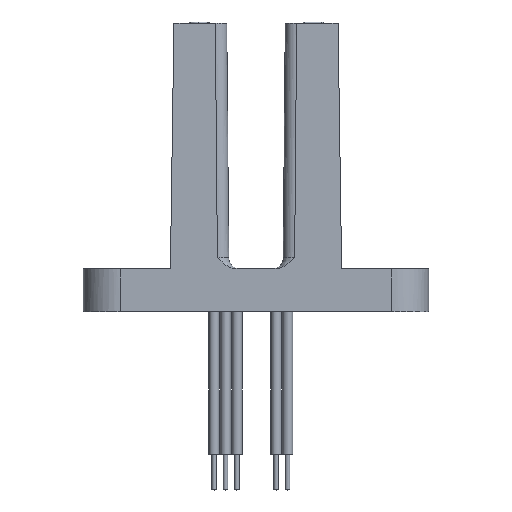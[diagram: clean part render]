
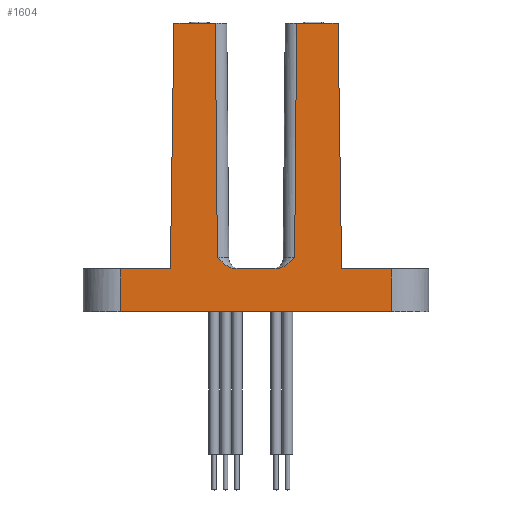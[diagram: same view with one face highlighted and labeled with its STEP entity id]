
A CAD part, top view. The second image highlights one B-rep face of the part: STEP entity #1604.
In plain terms, the highlighted planar face has unit normal (0, 0.009, 1).
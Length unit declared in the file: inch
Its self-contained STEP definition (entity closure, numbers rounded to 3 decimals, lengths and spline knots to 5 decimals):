
#9 = CARTESIAN_POINT ( 'NONE',  ( -0.1425, 1.01, 0.12119 ) ) ;
#17 = CARTESIAN_POINT ( 'NONE',  ( -0.2875, 1.01, 0.12119 ) ) ;
#48 = DIRECTION ( 'NONE',  ( -1., 0., 0. ) ) ;
#57 = ORIENTED_EDGE ( 'NONE', *, *, #3896, .T. ) ;
#69 = VERTEX_POINT ( 'NONE', #5230 ) ;
#94 = CARTESIAN_POINT ( 'NONE',  ( 0.09283, 0.15586, 0.12864 ) ) ;
#218 = B_SPLINE_CURVE_WITH_KNOTS ( 'NONE', 3,
 ( #4555, #3777, #2128, #901, #2525, #3749, #94, #1730, #1763, #5129 ),
 .UNSPECIFIED., .F., .F.,
 ( 4, 2, 2, 2, 4 ),
 ( -0.00001, 0.00051, 0.00103, 0.00155, 0.00207 ),
 .UNSPECIFIED. ) ;
#301 = CARTESIAN_POINT ( 'NONE',  ( -0.06627, 0.15, 0.12869 ) ) ;
#336 = EDGE_CURVE ( 'NONE', #684, #4029, #1987, .T. ) ;
#361 = VECTOR ( 'NONE', #2740, 39.37008 ) ;
#447 = LINE ( 'NONE', #1111, #361 ) ;
#494 = ORIENTED_EDGE ( 'NONE', *, *, #1986, .T. ) ;
#651 = CARTESIAN_POINT ( 'NONE',  ( -0.06627, 0.15, 0.12869 ) ) ;
#673 = CARTESIAN_POINT ( 'NONE',  ( -0.11587, 0.17027, 0.12851 ) ) ;
#684 = VERTEX_POINT ( 'NONE', #3654 ) ;
#701 = EDGE_CURVE ( 'NONE', #4938, #3722, #5001, .T. ) ;
#754 = LINE ( 'NONE', #1210, #4839 ) ;
#831 = VERTEX_POINT ( 'NONE', #9 ) ;
#871 = DIRECTION ( 'NONE',  ( -0.009, 1., -0.009 ) ) ;
#901 = CARTESIAN_POINT ( 'NONE',  ( 0.11553, 0.17086, 0.12851 ) ) ;
#904 = LINE ( 'NONE', #1384, #3624 ) ;
#1003 = CARTESIAN_POINT ( 'NONE',  ( -0.095, 0.15, 0.12869 ) ) ;
#1044 = CARTESIAN_POINT ( 'NONE',  ( 0.1425, 1.01, 0.12119 ) ) ;
#1046 = B_SPLINE_CURVE_WITH_KNOTS ( 'NONE', 3,
 ( #651, #4740, #1072, #2702, #4336, #673, #2303, #3929 ),
 .UNSPECIFIED., .F., .F.,
 ( 4, 2, 2, 4 ),
 ( 0., 0.00052, 0.00104, 0.00207 ),
 .UNSPECIFIED. ) ;
#1048 = EDGE_CURVE ( 'NONE', #2924, #4938, #4750, .T. ) ;
#1050 = VECTOR ( 'NONE', #2608, 39.37008 ) ;
#1072 = CARTESIAN_POINT ( 'NONE',  ( -0.07984, 0.1513, 0.12868 ) ) ;
#1077 = ORIENTED_EDGE ( 'NONE', *, *, #3663, .T. ) ;
#1111 = CARTESIAN_POINT ( 'NONE',  ( 0.28747, 1.01219, 0.12117 ) ) ;
#1155 = EDGE_CURVE ( 'NONE', #2109, #3394, #2501, .T. ) ;
#1210 = CARTESIAN_POINT ( 'NONE',  ( -0.475, 0., 0.13 ) ) ;
#1384 = CARTESIAN_POINT ( 'NONE',  ( -0.1425, 1.00965, 0.12119 ) ) ;
#1430 = CARTESIAN_POINT ( 'NONE',  ( 0.605, 0., 0.13 ) ) ;
#1461 = ORIENTED_EDGE ( 'NONE', *, *, #701, .T. ) ;
#1552 = CARTESIAN_POINT ( 'NONE',  ( -0.29997, 0.15226, 0.12867 ) ) ;
#1604 = ADVANCED_FACE ( 'NONE', ( #4992 ), #3054, .T. ) ;
#1730 = CARTESIAN_POINT ( 'NONE',  ( 0.07984, 0.1513, 0.12868 ) ) ;
#1763 = CARTESIAN_POINT ( 'NONE',  ( 0.07317, 0.15, 0.12869 ) ) ;
#1852 = VECTOR ( 'NONE', #3723, 39.37008 ) ;
#1873 = CARTESIAN_POINT ( 'NONE',  ( 0.475, 0.15, 0.12869 ) ) ;
#1986 = EDGE_CURVE ( 'NONE', #3722, #2109, #447, .T. ) ;
#1987 = LINE ( 'NONE', #1552, #2242 ) ;
#2022 = CARTESIAN_POINT ( 'NONE',  ( -0.13534, 0.18965, 0.12834 ) ) ;
#2085 = ORIENTED_EDGE ( 'NONE', *, *, #3950, .T. ) ;
#2109 = VERTEX_POINT ( 'NONE', #2555 ) ;
#2128 = CARTESIAN_POINT ( 'NONE',  ( 0.12567, 0.18, 0.12843 ) ) ;
#2183 = DIRECTION ( 'NONE',  ( -1., 0., 0. ) ) ;
#2242 = VECTOR ( 'NONE', #2694, 39.37008 ) ;
#2259 = LINE ( 'NONE', #1003, #4401 ) ;
#2303 = CARTESIAN_POINT ( 'NONE',  ( -0.12573, 0.18004, 0.12843 ) ) ;
#2367 = CARTESIAN_POINT ( 'NONE',  ( 0.13534, 0.18965, 0.12834 ) ) ;
#2387 = ORIENTED_EDGE ( 'NONE', *, *, #5092, .T. ) ;
#2391 = CARTESIAN_POINT ( 'NONE',  ( 0.605, 0., 0.13 ) ) ;
#2419 = CARTESIAN_POINT ( 'NONE',  ( 0.475, 0.15, 0.12869 ) ) ;
#2471 = EDGE_LOOP ( 'NONE', ( #2575, #2868, #4901, #2387, #4403, #2085, #2728, #57, #1077, #4824, #3440, #1461, #494, #2524 ) ) ;
#2501 = LINE ( 'NONE', #2897, #1050 ) ;
#2524 = ORIENTED_EDGE ( 'NONE', *, *, #1155, .T. ) ;
#2525 = CARTESIAN_POINT ( 'NONE',  ( 0.11019, 0.16652, 0.12855 ) ) ;
#2555 = CARTESIAN_POINT ( 'NONE',  ( 0.2875, 1.01, 0.12119 ) ) ;
#2575 = ORIENTED_EDGE ( 'NONE', *, *, #3797, .T. ) ;
#2608 = DIRECTION ( 'NONE',  ( -1., 0., 0. ) ) ;
#2675 = CARTESIAN_POINT ( 'NONE',  ( 0.06627, 0.15, 0.12869 ) ) ;
#2694 = DIRECTION ( 'NONE',  ( -0.015, -1., 0.009 ) ) ;
#2702 = CARTESIAN_POINT ( 'NONE',  ( -0.09283, 0.15586, 0.12864 ) ) ;
#2728 = ORIENTED_EDGE ( 'NONE', *, *, #336, .T. ) ;
#2740 = DIRECTION ( 'NONE',  ( -0.015, 1., -0.009 ) ) ;
#2790 = VERTEX_POINT ( 'NONE', #3782 ) ;
#2825 = EDGE_CURVE ( 'NONE', #3670, #831, #904, .T. ) ;
#2868 = ORIENTED_EDGE ( 'NONE', *, *, #4728, .T. ) ;
#2897 = CARTESIAN_POINT ( 'NONE',  ( 0.1025, 1.01, 0.12119 ) ) ;
#2924 = VERTEX_POINT ( 'NONE', #3112 ) ;
#2956 = VECTOR ( 'NONE', #4908, 39.37008 ) ;
#2981 = CARTESIAN_POINT ( 'NONE',  ( 0.3, 0.15, 0.12869 ) ) ;
#3054 = PLANE ( 'NONE',  #5130 ) ;
#3112 = CARTESIAN_POINT ( 'NONE',  ( 0.475, 0., 0.13 ) ) ;
#3267 = DIRECTION ( 'NONE',  ( 0., -1., 0.009 ) ) ;
#3351 = VERTEX_POINT ( 'NONE', #2675 ) ;
#3356 = CARTESIAN_POINT ( 'NONE',  ( -0.605, 0.15, 0.12869 ) ) ;
#3394 = VERTEX_POINT ( 'NONE', #1044 ) ;
#3440 = ORIENTED_EDGE ( 'NONE', *, *, #1048, .T. ) ;
#3593 = LINE ( 'NONE', #2391, #4803 ) ;
#3621 = LINE ( 'NONE', #5273, #2956 ) ;
#3624 = VECTOR ( 'NONE', #871, 39.37008 ) ;
#3654 = CARTESIAN_POINT ( 'NONE',  ( -0.2875, 1.01, 0.12119 ) ) ;
#3663 = EDGE_CURVE ( 'NONE', #69, #2790, #754, .T. ) ;
#3670 = VERTEX_POINT ( 'NONE', #2022 ) ;
#3722 = VERTEX_POINT ( 'NONE', #4073 ) ;
#3723 = DIRECTION ( 'NONE',  ( -1., 0., 0. ) ) ;
#3749 = CARTESIAN_POINT ( 'NONE',  ( 0.09883, 0.15903, 0.12861 ) ) ;
#3777 = CARTESIAN_POINT ( 'NONE',  ( 0.13052, 0.18483, 0.12839 ) ) ;
#3778 = DIRECTION ( 'NONE',  ( -1., 0., 0. ) ) ;
#3782 = CARTESIAN_POINT ( 'NONE',  ( -0.475, 0., 0.13 ) ) ;
#3797 = EDGE_CURVE ( 'NONE', #3394, #4374, #3621, .T. ) ;
#3896 = EDGE_CURVE ( 'NONE', #4029, #69, #4604, .T. ) ;
#3929 = CARTESIAN_POINT ( 'NONE',  ( -0.13534, 0.18965, 0.12834 ) ) ;
#3950 = EDGE_CURVE ( 'NONE', #831, #684, #4102, .T. ) ;
#3991 = EDGE_CURVE ( 'NONE', #3351, #5137, #2259, .T. ) ;
#4029 = VERTEX_POINT ( 'NONE', #4236 ) ;
#4073 = CARTESIAN_POINT ( 'NONE',  ( 0.3, 0.15, 0.12869 ) ) ;
#4102 = LINE ( 'NONE', #17, #1852 ) ;
#4142 = VECTOR ( 'NONE', #48, 39.37008 ) ;
#4236 = CARTESIAN_POINT ( 'NONE',  ( -0.3, 0.15, 0.12869 ) ) ;
#4336 = CARTESIAN_POINT ( 'NONE',  ( -0.09883, 0.15903, 0.12861 ) ) ;
#4374 = VERTEX_POINT ( 'NONE', #2367 ) ;
#4401 = VECTOR ( 'NONE', #2183, 39.37008 ) ;
#4403 = ORIENTED_EDGE ( 'NONE', *, *, #2825, .T. ) ;
#4555 = CARTESIAN_POINT ( 'NONE',  ( 0.13534, 0.18965, 0.12834 ) ) ;
#4579 = EDGE_CURVE ( 'NONE', #2790, #2924, #3593, .T. ) ;
#4604 = LINE ( 'NONE', #3356, #4142 ) ;
#4728 = EDGE_CURVE ( 'NONE', #4374, #3351, #218, .T. ) ;
#4740 = CARTESIAN_POINT ( 'NONE',  ( -0.07317, 0.15, 0.12869 ) ) ;
#4750 = LINE ( 'NONE', #1873, #4882 ) ;
#4803 = VECTOR ( 'NONE', #4917, 39.37008 ) ;
#4824 = ORIENTED_EDGE ( 'NONE', *, *, #4579, .T. ) ;
#4839 = VECTOR ( 'NONE', #3267, 39.37008 ) ;
#4882 = VECTOR ( 'NONE', #5114, 39.37008 ) ;
#4901 = ORIENTED_EDGE ( 'NONE', *, *, #3991, .T. ) ;
#4908 = DIRECTION ( 'NONE',  ( -0.009, -1., 0.009 ) ) ;
#4917 = DIRECTION ( 'NONE',  ( 1., 0., 0. ) ) ;
#4938 = VERTEX_POINT ( 'NONE', #2419 ) ;
#4987 = VECTOR ( 'NONE', #3778, 39.37008 ) ;
#4992 = FACE_OUTER_BOUND ( 'NONE', #2471, .T. ) ;
#5001 = LINE ( 'NONE', #2981, #4987 ) ;
#5092 = EDGE_CURVE ( 'NONE', #5137, #3670, #1046, .T. ) ;
#5099 = DIRECTION ( 'NONE',  ( 0., 0.009, 1. ) ) ;
#5114 = DIRECTION ( 'NONE',  ( 0., 1., -0.009 ) ) ;
#5129 = CARTESIAN_POINT ( 'NONE',  ( 0.06627, 0.15, 0.12869 ) ) ;
#5130 = AXIS2_PLACEMENT_3D ( 'NONE', #1430, #5099, #5180 ) ;
#5137 = VERTEX_POINT ( 'NONE', #301 ) ;
#5180 = DIRECTION ( 'NONE',  ( 0., -1., 0.009 ) ) ;
#5230 = CARTESIAN_POINT ( 'NONE',  ( -0.475, 0.15, 0.12869 ) ) ;
#5273 = CARTESIAN_POINT ( 'NONE',  ( 0.135, 0.14965, 0.12869 ) ) ;
